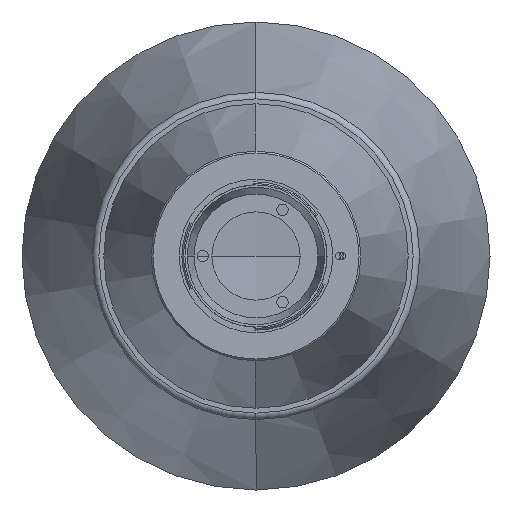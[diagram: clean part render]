
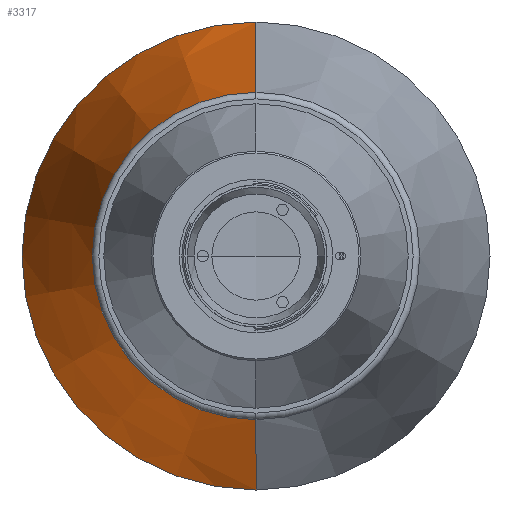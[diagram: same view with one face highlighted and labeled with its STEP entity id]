
A CAD part, left-side view. The second image highlights one B-rep face of the part: STEP entity #3317.
In plain terms, the highlighted conical face has half-angle 13.358 degrees and reference radius 50 mm.
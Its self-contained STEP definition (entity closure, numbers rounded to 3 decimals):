
#239 = FACE_OUTER_BOUND ( 'NONE', #3594, .T. ) ;
#545 = AXIS2_PLACEMENT_3D ( 'NONE', #2691, #2700, #2703 ) ;
#546 = CIRCLE ( 'NONE', #545, 50. ) ;
#547 = AXIS2_PLACEMENT_3D ( 'NONE', #2791, #2797, #2706 ) ;
#548 = CIRCLE ( 'NONE', #547, 71.5 ) ;
#567 = VECTOR ( 'NONE', #2799, 1000. ) ;
#675 = VECTOR ( 'NONE', #1952, 1000. ) ;
#753 = CONICAL_SURFACE ( 'NONE', #770, 50., 0.233 ) ;
#770 = AXIS2_PLACEMENT_3D ( 'NONE', #2158, #2245, #2452 ) ;
#1011 = LINE ( 'NONE', #1938, #675 ) ;
#1025 = LINE ( 'NONE', #2793, #567 ) ;
#1260 = VERTEX_POINT ( 'NONE', #3852 ) ;
#1367 = VERTEX_POINT ( 'NONE', #4357 ) ;
#1370 = VERTEX_POINT ( 'NONE', #4346 ) ;
#1372 = VERTEX_POINT ( 'NONE', #4200 ) ;
#1938 = CARTESIAN_POINT ( 'NONE',  ( 213.972, 0., 50. ) ) ;
#1952 = DIRECTION ( 'NONE',  ( 0.973, 0., 0.231 ) ) ;
#2158 = CARTESIAN_POINT ( 'NONE',  ( 213.972, 0., 0. ) ) ;
#2245 = DIRECTION ( 'NONE',  ( 1., 0., 0. ) ) ;
#2452 = DIRECTION ( 'NONE',  ( 0., 0., -1. ) ) ;
#2691 = CARTESIAN_POINT ( 'NONE',  ( 213.972, 0., 0. ) ) ;
#2700 = DIRECTION ( 'NONE',  ( -1., 0., 0. ) ) ;
#2703 = DIRECTION ( 'NONE',  ( 0., 0., 1. ) ) ;
#2706 = DIRECTION ( 'NONE',  ( 0., 0., 1. ) ) ;
#2791 = CARTESIAN_POINT ( 'NONE',  ( 304.512, 0., 0. ) ) ;
#2793 = CARTESIAN_POINT ( 'NONE',  ( 213.972, 0., -50. ) ) ;
#2797 = DIRECTION ( 'NONE',  ( -1., 0., 0. ) ) ;
#2799 = DIRECTION ( 'NONE',  ( 0.973, 0., -0.231 ) ) ;
#3123 = ORIENTED_EDGE ( 'NONE', *, *, #3287, .T. ) ;
#3132 = ORIENTED_EDGE ( 'NONE', *, *, #3231, .T. ) ;
#3138 = ORIENTED_EDGE ( 'NONE', *, *, #3232, .F. ) ;
#3219 = EDGE_CURVE ( 'NONE', #1370, #1372, #1025, .T. ) ;
#3231 = EDGE_CURVE ( 'NONE', #1367, #1372, #548, .T. ) ;
#3232 = EDGE_CURVE ( 'NONE', #1260, #1370, #546, .T. ) ;
#3287 = EDGE_CURVE ( 'NONE', #1260, #1367, #1011, .T. ) ;
#3317 = ADVANCED_FACE ( 'NONE', ( #239 ), #753, .T. ) ;
#3594 = EDGE_LOOP ( 'NONE', ( #3138, #3123, #3132, #3709 ) ) ;
#3709 = ORIENTED_EDGE ( 'NONE', *, *, #3219, .F. ) ;
#3852 = CARTESIAN_POINT ( 'NONE',  ( 213.972, 0., 50. ) ) ;
#4200 = CARTESIAN_POINT ( 'NONE',  ( 304.512, 0., -71.5 ) ) ;
#4346 = CARTESIAN_POINT ( 'NONE',  ( 213.972, 0., -50. ) ) ;
#4357 = CARTESIAN_POINT ( 'NONE',  ( 304.512, 0., 71.5 ) ) ;
